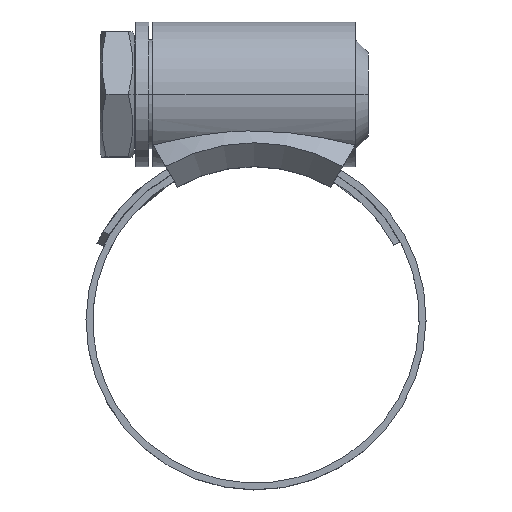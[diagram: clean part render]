
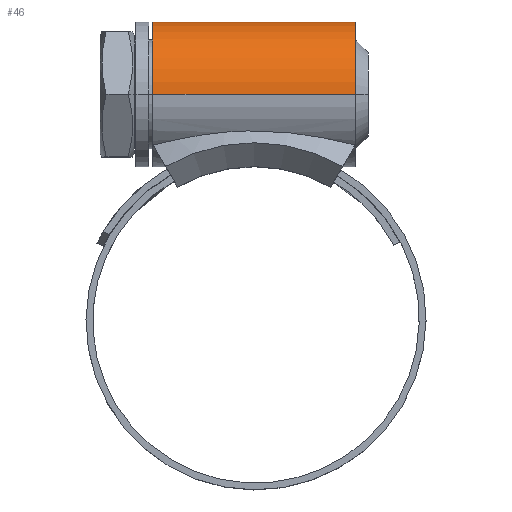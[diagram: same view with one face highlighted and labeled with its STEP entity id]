
A CAD part, top view. The second image highlights one B-rep face of the part: STEP entity #46.
In plain terms, the highlighted cylindrical face has radius 8.5 mm (diameter 17 mm), a partial arc.
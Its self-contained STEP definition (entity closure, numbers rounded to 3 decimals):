
#46 = ADVANCED_FACE ( 'NONE', ( #1213 ), #550, .T. ) ;
#146 = VECTOR ( 'NONE', #294, 1000. ) ;
#294 = DIRECTION ( 'NONE',  ( 1., 0., 0. ) ) ;
#297 = AXIS2_PLACEMENT_3D ( 'NONE', #3669, #4009, #2668 ) ;
#322 = DIRECTION ( 'NONE',  ( 1., 0., 0. ) ) ;
#323 = VERTEX_POINT ( 'NONE', #4072 ) ;
#550 = CYLINDRICAL_SURFACE ( 'NONE', #4190, 8.5 ) ;
#657 = EDGE_CURVE ( 'NONE', #1338, #3802, #2580, .T. ) ;
#688 = EDGE_LOOP ( 'NONE', ( #1331, #1518, #4214, #3422 ) ) ;
#735 = CARTESIAN_POINT ( 'NONE',  ( 11.9, 26.5, 8.5 ) ) ;
#913 = DIRECTION ( 'NONE',  ( 0., 0., -1. ) ) ;
#1141 = DIRECTION ( 'NONE',  ( 1., 0., 0. ) ) ;
#1213 = FACE_OUTER_BOUND ( 'NONE', #688, .T. ) ;
#1331 = ORIENTED_EDGE ( 'NONE', *, *, #1629, .F. ) ;
#1338 = VERTEX_POINT ( 'NONE', #1630 ) ;
#1518 = ORIENTED_EDGE ( 'NONE', *, *, #657, .T. ) ;
#1629 = EDGE_CURVE ( 'NONE', #1338, #1951, #3453, .T. ) ;
#1630 = CARTESIAN_POINT ( 'NONE',  ( -11.9, 26.5, 8.5 ) ) ;
#1657 = AXIS2_PLACEMENT_3D ( 'NONE', #3124, #1141, #913 ) ;
#1659 = CARTESIAN_POINT ( 'NONE',  ( -11.9, 26.5, -8.5 ) ) ;
#1719 = CIRCLE ( 'NONE', #1657, 8.5 ) ;
#1921 = CARTESIAN_POINT ( 'NONE',  ( -35.942, 26.5, 8.5 ) ) ;
#1951 = VERTEX_POINT ( 'NONE', #1659 ) ;
#1959 = LINE ( 'NONE', #3547, #3458 ) ;
#2243 = DIRECTION ( 'NONE',  ( 1., 0., 0. ) ) ;
#2338 = EDGE_CURVE ( 'NONE', #1951, #323, #1959, .T. ) ;
#2532 = DIRECTION ( 'NONE',  ( 0., 0., -1. ) ) ;
#2580 = LINE ( 'NONE', #1921, #146 ) ;
#2668 = DIRECTION ( 'NONE',  ( 0., 0., -1. ) ) ;
#3124 = CARTESIAN_POINT ( 'NONE',  ( 11.9, 26.5, 0. ) ) ;
#3396 = EDGE_CURVE ( 'NONE', #323, #3802, #1719, .T. ) ;
#3422 = ORIENTED_EDGE ( 'NONE', *, *, #2338, .F. ) ;
#3453 = CIRCLE ( 'NONE', #297, 8.5 ) ;
#3458 = VECTOR ( 'NONE', #322, 1000. ) ;
#3547 = CARTESIAN_POINT ( 'NONE',  ( -35.942, 26.5, -8.5 ) ) ;
#3669 = CARTESIAN_POINT ( 'NONE',  ( -11.9, 26.5, 0. ) ) ;
#3799 = CARTESIAN_POINT ( 'NONE',  ( -35.942, 26.5, 0. ) ) ;
#3802 = VERTEX_POINT ( 'NONE', #735 ) ;
#4009 = DIRECTION ( 'NONE',  ( -1., 0., 0. ) ) ;
#4072 = CARTESIAN_POINT ( 'NONE',  ( 11.9, 26.5, -8.5 ) ) ;
#4190 = AXIS2_PLACEMENT_3D ( 'NONE', #3799, #2243, #2532 ) ;
#4214 = ORIENTED_EDGE ( 'NONE', *, *, #3396, .F. ) ;
